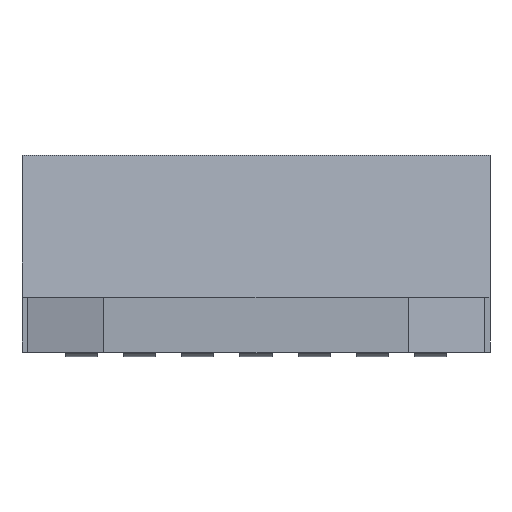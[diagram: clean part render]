
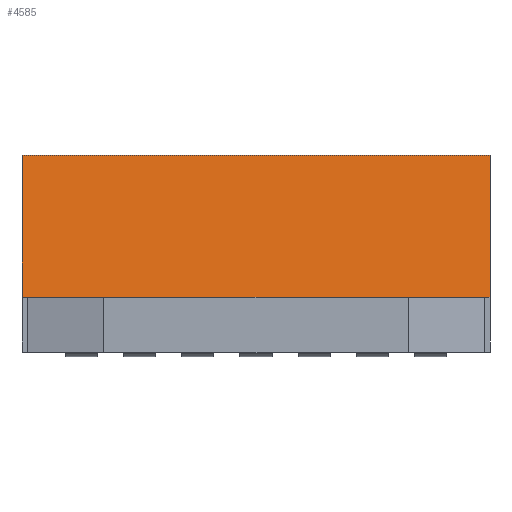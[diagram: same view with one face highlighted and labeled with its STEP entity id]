
A CAD part, left-side view. The second image highlights one B-rep face of the part: STEP entity #4585.
In plain terms, the highlighted planar face has unit normal (-0.99, 0, 0.139).
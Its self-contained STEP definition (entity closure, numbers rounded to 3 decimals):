
#489 = VECTOR ( 'NONE', #10492, 1000. ) ;
#865 = ORIENTED_EDGE ( 'NONE', *, *, #3358, .F. ) ;
#1107 = CARTESIAN_POINT ( 'NONE',  ( -5.064, 5.11, 4.3 ) ) ;
#1413 = CARTESIAN_POINT ( 'NONE',  ( -5.064, -5.11, 4.3 ) ) ;
#1995 = DIRECTION ( 'NONE',  ( 0., 1., 0. ) ) ;
#2313 = CARTESIAN_POINT ( 'NONE',  ( -5.5, 5.11, 1.2 ) ) ;
#2844 = CARTESIAN_POINT ( 'NONE',  ( -5.5, -5.11, 1.2 ) ) ;
#3196 = DIRECTION ( 'NONE',  ( 0., -1., 0. ) ) ;
#3236 = EDGE_CURVE ( 'NONE', #13139, #9141, #4088, .T. ) ;
#3268 = ORIENTED_EDGE ( 'NONE', *, *, #4318, .F. ) ;
#3358 = EDGE_CURVE ( 'NONE', #8663, #9141, #17550, .T. ) ;
#4088 = LINE ( 'NONE', #2844, #12964 ) ;
#4318 = EDGE_CURVE ( 'NONE', #10415, #8663, #6899, .T. ) ;
#4498 = EDGE_CURVE ( 'NONE', #10415, #6948, #10585, .T. ) ;
#4585 = ADVANCED_FACE ( 'NONE', ( #14851 ), #14509, .F. ) ;
#5044 = CARTESIAN_POINT ( 'NONE',  ( -5.5, 5., 1.2 ) ) ;
#5425 = ORIENTED_EDGE ( 'NONE', *, *, #4498, .T. ) ;
#5882 = CARTESIAN_POINT ( 'NONE',  ( -5.5, -5.11, 1.2 ) ) ;
#6114 = CARTESIAN_POINT ( 'NONE',  ( -5.064, 5.11, 4.3 ) ) ;
#6646 = CARTESIAN_POINT ( 'NONE',  ( -5.5, 5.11, 1.2 ) ) ;
#6899 = LINE ( 'NONE', #12268, #11870 ) ;
#6948 = VERTEX_POINT ( 'NONE', #5044 ) ;
#7727 = DIRECTION ( 'NONE',  ( 0.99, 0., -0.139 ) ) ;
#8567 = CARTESIAN_POINT ( 'NONE',  ( -5.5, 5.11, 1.2 ) ) ;
#8663 = VERTEX_POINT ( 'NONE', #1107 ) ;
#8719 = EDGE_CURVE ( 'NONE', #9305, #6948, #11175, .T. ) ;
#8832 = LINE ( 'NONE', #10164, #11103 ) ;
#8956 = VECTOR ( 'NONE', #1995, 1000. ) ;
#9141 = VERTEX_POINT ( 'NONE', #1413 ) ;
#9161 = DIRECTION ( 'NONE',  ( -0.139, 0., -0.99 ) ) ;
#9305 = VERTEX_POINT ( 'NONE', #10207 ) ;
#10164 = CARTESIAN_POINT ( 'NONE',  ( -5.5, 5.11, 1.2 ) ) ;
#10207 = CARTESIAN_POINT ( 'NONE',  ( -5.5, -5., 1.2 ) ) ;
#10415 = VERTEX_POINT ( 'NONE', #12418 ) ;
#10492 = DIRECTION ( 'NONE',  ( 0., -1., 0. ) ) ;
#10585 = LINE ( 'NONE', #6646, #489 ) ;
#11039 = EDGE_CURVE ( 'NONE', #9305, #13139, #8832, .T. ) ;
#11103 = VECTOR ( 'NONE', #13913, 1000. ) ;
#11175 = LINE ( 'NONE', #8567, #8956 ) ;
#11870 = VECTOR ( 'NONE', #16370, 1000. ) ;
#12243 = ORIENTED_EDGE ( 'NONE', *, *, #3236, .T. ) ;
#12268 = CARTESIAN_POINT ( 'NONE',  ( -5.5, 5.11, 1.2 ) ) ;
#12418 = CARTESIAN_POINT ( 'NONE',  ( -5.5, 5.11, 1.2 ) ) ;
#12964 = VECTOR ( 'NONE', #16392, 1000. ) ;
#13139 = VERTEX_POINT ( 'NONE', #5882 ) ;
#13913 = DIRECTION ( 'NONE',  ( 0., -1., 0. ) ) ;
#14066 = ORIENTED_EDGE ( 'NONE', *, *, #11039, .T. ) ;
#14171 = EDGE_LOOP ( 'NONE', ( #12243, #865, #3268, #5425, #15337, #14066 ) ) ;
#14509 = PLANE ( 'NONE',  #15261 ) ;
#14851 = FACE_OUTER_BOUND ( 'NONE', #14171, .T. ) ;
#15261 = AXIS2_PLACEMENT_3D ( 'NONE', #2313, #7727, #9161 ) ;
#15337 = ORIENTED_EDGE ( 'NONE', *, *, #8719, .F. ) ;
#15810 = VECTOR ( 'NONE', #3196, 1000. ) ;
#16370 = DIRECTION ( 'NONE',  ( 0.139, 0., 0.99 ) ) ;
#16392 = DIRECTION ( 'NONE',  ( 0.139, 0., 0.99 ) ) ;
#17550 = LINE ( 'NONE', #6114, #15810 ) ;
